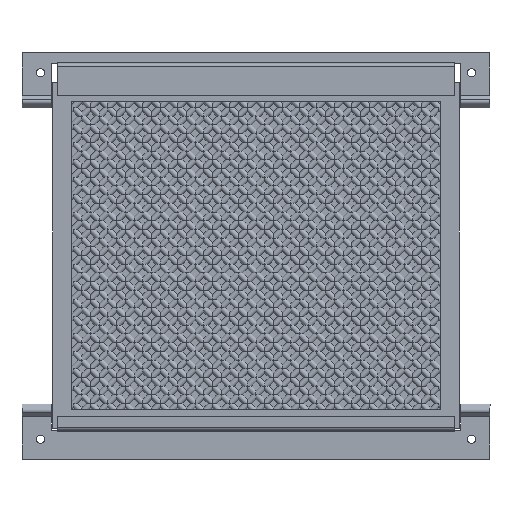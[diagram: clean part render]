
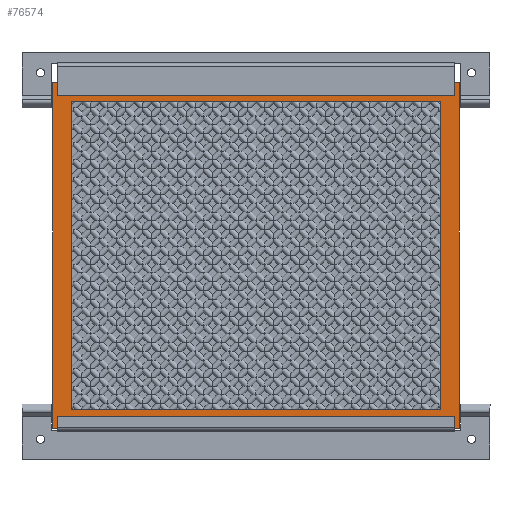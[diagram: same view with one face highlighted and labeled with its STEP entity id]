
A CAD part, front view. The second image highlights one B-rep face of the part: STEP entity #76574.
In plain terms, the highlighted planar face has unit normal (0, -1, 0).
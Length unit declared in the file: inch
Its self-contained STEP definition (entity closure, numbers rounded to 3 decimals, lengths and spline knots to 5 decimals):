
#1077 = FACE_BOUND ( 'NONE', #21618, .T. ) ;
#1815 = VERTEX_POINT ( 'NONE', #18316 ) ;
#5248 = DIRECTION ( 'NONE',  ( 1., 0., 0. ) ) ;
#16267 = VECTOR ( 'NONE', #35964, 39.37008 ) ;
#16277 = CARTESIAN_POINT ( 'NONE',  ( 0.625, -0.26, -0.607 ) ) ;
#17010 = DIRECTION ( 'NONE',  ( 0., 0., 1. ) ) ;
#18316 = CARTESIAN_POINT ( 'NONE',  ( 8.875, -0.26, -7.627 ) ) ;
#21618 = EDGE_LOOP ( 'NONE', ( #25582, #101503, #141414, #146547 ) ) ;
#22946 = PLANE ( 'NONE',  #27511 ) ;
#25582 = ORIENTED_EDGE ( 'NONE', *, *, #39956, .T. ) ;
#27511 = AXIS2_PLACEMENT_3D ( 'NONE', #127099, #35032, #136965 ) ;
#29970 = ORIENTED_EDGE ( 'NONE', *, *, #74193, .F. ) ;
#35032 = DIRECTION ( 'NONE',  ( 0., -1., 0. ) ) ;
#35964 = DIRECTION ( 'NONE',  ( 1., 0., 0. ) ) ;
#36757 = CARTESIAN_POINT ( 'NONE',  ( 0.625, -0.26, -7.627 ) ) ;
#38667 = VERTEX_POINT ( 'NONE', #142859 ) ;
#38733 = CARTESIAN_POINT ( 'NONE',  ( 0.625, -0.26, -7.627 ) ) ;
#39956 = EDGE_CURVE ( 'NONE', #73095, #62260, #74657, .T. ) ;
#41815 = CARTESIAN_POINT ( 'NONE',  ( 1., -0.26, -7.252 ) ) ;
#43527 = LINE ( 'NONE', #88835, #95104 ) ;
#47137 = FACE_OUTER_BOUND ( 'NONE', #87205, .T. ) ;
#48820 = CARTESIAN_POINT ( 'NONE',  ( 4.75, -0.26, -0.982 ) ) ;
#49529 = VERTEX_POINT ( 'NONE', #36757 ) ;
#52128 = CARTESIAN_POINT ( 'NONE',  ( 8.875, -0.26, -0.607 ) ) ;
#53409 = DIRECTION ( 'NONE',  ( 0., 0., -1. ) ) ;
#56405 = VERTEX_POINT ( 'NONE', #67098 ) ;
#57231 = VECTOR ( 'NONE', #75415, 39.37008 ) ;
#58640 = LINE ( 'NONE', #48820, #16267 ) ;
#61370 = ORIENTED_EDGE ( 'NONE', *, *, #116500, .F. ) ;
#61433 = EDGE_CURVE ( 'NONE', #62260, #73400, #126995, .T. ) ;
#62096 = CARTESIAN_POINT ( 'NONE',  ( 1., -0.26, -0.982 ) ) ;
#62260 = VERTEX_POINT ( 'NONE', #41815 ) ;
#63822 = VECTOR ( 'NONE', #5248, 39.37008 ) ;
#67098 = CARTESIAN_POINT ( 'NONE',  ( 8.5, -0.26, -0.982 ) ) ;
#71158 = CARTESIAN_POINT ( 'NONE',  ( 1., -0.26, -4.117 ) ) ;
#71191 = ORIENTED_EDGE ( 'NONE', *, *, #142523, .F. ) ;
#73095 = VERTEX_POINT ( 'NONE', #89372 ) ;
#73400 = VERTEX_POINT ( 'NONE', #62096 ) ;
#74193 = EDGE_CURVE ( 'NONE', #74735, #1815, #43527, .T. ) ;
#74657 = LINE ( 'NONE', #98052, #57231 ) ;
#74735 = VERTEX_POINT ( 'NONE', #52128 ) ;
#75415 = DIRECTION ( 'NONE',  ( -1., 0., 0. ) ) ;
#76574 = ADVANCED_FACE ( 'NONE', ( #1077, #47137 ), #22946, .T. ) ;
#77379 = LINE ( 'NONE', #16277, #90633 ) ;
#84536 = LINE ( 'NONE', #86001, #63822 ) ;
#86001 = CARTESIAN_POINT ( 'NONE',  ( 8.875, -0.26, -0.607 ) ) ;
#86658 = EDGE_CURVE ( 'NONE', #73400, #56405, #58640, .T. ) ;
#87205 = EDGE_LOOP ( 'NONE', ( #106909, #61370, #29970, #71191 ) ) ;
#88162 = DIRECTION ( 'NONE',  ( 0., 0., -1. ) ) ;
#88835 = CARTESIAN_POINT ( 'NONE',  ( 8.875, -0.26, -7.627 ) ) ;
#89372 = CARTESIAN_POINT ( 'NONE',  ( 8.5, -0.26, -7.252 ) ) ;
#90633 = VECTOR ( 'NONE', #17010, 39.37008 ) ;
#95104 = VECTOR ( 'NONE', #53409, 39.37008 ) ;
#96081 = LINE ( 'NONE', #38733, #121527 ) ;
#98052 = CARTESIAN_POINT ( 'NONE',  ( 4.75, -0.26, -7.252 ) ) ;
#101503 = ORIENTED_EDGE ( 'NONE', *, *, #61433, .T. ) ;
#103233 = LINE ( 'NONE', #149199, #141851 ) ;
#103657 = DIRECTION ( 'NONE',  ( 0., 0., 1. ) ) ;
#106909 = ORIENTED_EDGE ( 'NONE', *, *, #118613, .F. ) ;
#114892 = VECTOR ( 'NONE', #103657, 39.37008 ) ;
#116500 = EDGE_CURVE ( 'NONE', #1815, #49529, #96081, .T. ) ;
#118613 = EDGE_CURVE ( 'NONE', #49529, #38667, #77379, .T. ) ;
#121527 = VECTOR ( 'NONE', #130793, 39.37008 ) ;
#126995 = LINE ( 'NONE', #71158, #114892 ) ;
#127099 = CARTESIAN_POINT ( 'NONE',  ( 4.75, -0.26, -4.117 ) ) ;
#130793 = DIRECTION ( 'NONE',  ( -1., 0., 0. ) ) ;
#136965 = DIRECTION ( 'NONE',  ( 1., 0., 0. ) ) ;
#141414 = ORIENTED_EDGE ( 'NONE', *, *, #86658, .T. ) ;
#141851 = VECTOR ( 'NONE', #88162, 39.37008 ) ;
#142523 = EDGE_CURVE ( 'NONE', #38667, #74735, #84536, .T. ) ;
#142859 = CARTESIAN_POINT ( 'NONE',  ( 0.625, -0.26, -0.607 ) ) ;
#146547 = ORIENTED_EDGE ( 'NONE', *, *, #149000, .T. ) ;
#149000 = EDGE_CURVE ( 'NONE', #56405, #73095, #103233, .T. ) ;
#149199 = CARTESIAN_POINT ( 'NONE',  ( 8.5, -0.26, -4.117 ) ) ;
